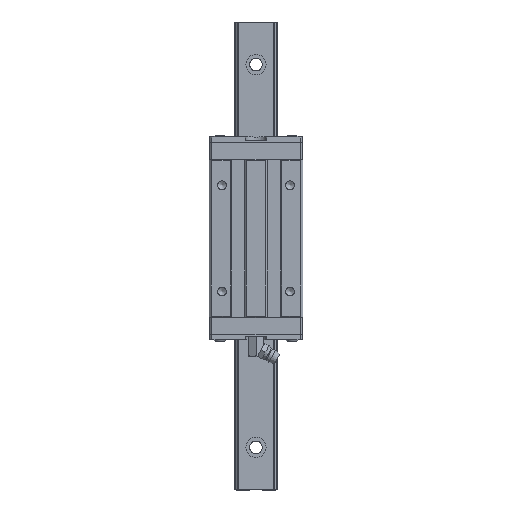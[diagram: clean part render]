
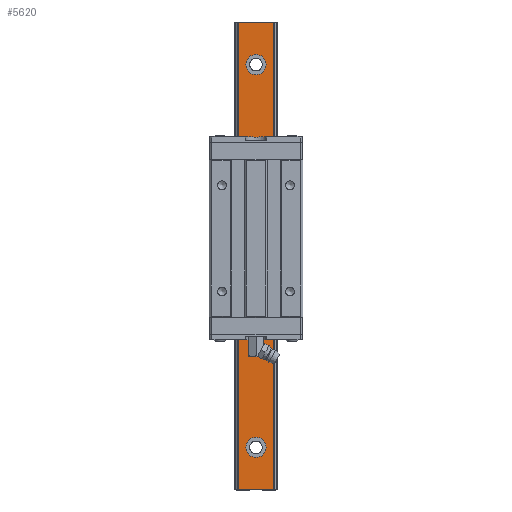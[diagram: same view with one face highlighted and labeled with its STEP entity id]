
A CAD part, top view. The second image highlights one B-rep face of the part: STEP entity #5620.
In plain terms, the highlighted planar face has unit normal (0, 0, 1).
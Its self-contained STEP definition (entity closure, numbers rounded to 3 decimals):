
#95 = VECTOR ( 'NONE', #3771, 1000. ) ;
#148 = EDGE_CURVE ( 'NONE', #9983, #9983, #1650, .T. ) ;
#206 = CARTESIAN_POINT ( 'NONE',  ( 8.25, -110., 16.5 ) ) ;
#545 = VERTEX_POINT ( 'NONE', #666 ) ;
#571 = DIRECTION ( 'NONE',  ( 0., 0., -1. ) ) ;
#666 = CARTESIAN_POINT ( 'NONE',  ( -8.25, -110., 16.5 ) ) ;
#858 = ORIENTED_EDGE ( 'NONE', *, *, #148, .T. ) ;
#911 = EDGE_LOOP ( 'NONE', ( #8296 ) ) ;
#1020 = VERTEX_POINT ( 'NONE', #11461 ) ;
#1239 = EDGE_LOOP ( 'NONE', ( #858 ) ) ;
#1650 = CIRCLE ( 'NONE', #9227, 4.75 ) ;
#1655 = EDGE_CURVE ( 'NONE', #4363, #9969, #10785, .T. ) ;
#1754 = CARTESIAN_POINT ( 'NONE',  ( 0., 30., 16.5 ) ) ;
#2054 = ORIENTED_EDGE ( 'NONE', *, *, #8898, .T. ) ;
#2075 = CIRCLE ( 'NONE', #3162, 4.75 ) ;
#2317 = DIRECTION ( 'NONE',  ( 0., -1., 0. ) ) ;
#2491 = EDGE_CURVE ( 'NONE', #5107, #545, #4658, .T. ) ;
#2528 = FACE_BOUND ( 'NONE', #1239, .T. ) ;
#3073 = CARTESIAN_POINT ( 'NONE',  ( 8.25, 110., 16.5 ) ) ;
#3162 = AXIS2_PLACEMENT_3D ( 'NONE', #7847, #6623, #5388 ) ;
#3312 = DIRECTION ( 'NONE',  ( 1., 0., 0. ) ) ;
#3491 = CARTESIAN_POINT ( 'NONE',  ( -8.25, -110., 16.5 ) ) ;
#3771 = DIRECTION ( 'NONE',  ( -1., 0., 0. ) ) ;
#3994 = FACE_BOUND ( 'NONE', #6421, .T. ) ;
#4363 = VERTEX_POINT ( 'NONE', #8992 ) ;
#4477 = DIRECTION ( 'NONE',  ( 0., 0., -1. ) ) ;
#4658 = LINE ( 'NONE', #3491, #5893 ) ;
#4728 = FACE_BOUND ( 'NONE', #911, .T. ) ;
#4735 = VECTOR ( 'NONE', #10646, 1000. ) ;
#4934 = CARTESIAN_POINT ( 'NONE',  ( 8.25, 110., 16.5 ) ) ;
#5090 = DIRECTION ( 'NONE',  ( 1., 0., 0. ) ) ;
#5107 = VERTEX_POINT ( 'NONE', #5821 ) ;
#5388 = DIRECTION ( 'NONE',  ( 1., 0., 0. ) ) ;
#5442 = DIRECTION ( 'NONE',  ( 1., 0., 0. ) ) ;
#5620 = ADVANCED_FACE ( 'NONE', ( #7051, #7352, #4728, #3994, #2528 ), #9106, .T. ) ;
#5651 = CARTESIAN_POINT ( 'NONE',  ( 0., -30., 16.5 ) ) ;
#5821 = CARTESIAN_POINT ( 'NONE',  ( -8.25, 110., 16.5 ) ) ;
#5893 = VECTOR ( 'NONE', #2317, 1000. ) ;
#6102 = AXIS2_PLACEMENT_3D ( 'NONE', #7902, #6682, #5442 ) ;
#6145 = LINE ( 'NONE', #4934, #95 ) ;
#6157 = AXIS2_PLACEMENT_3D ( 'NONE', #1754, #571, #11014 ) ;
#6264 = ORIENTED_EDGE ( 'NONE', *, *, #10131, .T. ) ;
#6315 = DIRECTION ( 'NONE',  ( 0., 0., -1. ) ) ;
#6370 = CARTESIAN_POINT ( 'NONE',  ( 4.75, -30., 16.5 ) ) ;
#6421 = EDGE_LOOP ( 'NONE', ( #6781 ) ) ;
#6514 = CIRCLE ( 'NONE', #6157, 4.75 ) ;
#6560 = ORIENTED_EDGE ( 'NONE', *, *, #1655, .T. ) ;
#6623 = DIRECTION ( 'NONE',  ( 0., 0., -1. ) ) ;
#6682 = DIRECTION ( 'NONE',  ( 0., 0., 1. ) ) ;
#6781 = ORIENTED_EDGE ( 'NONE', *, *, #9101, .T. ) ;
#7051 = FACE_OUTER_BOUND ( 'NONE', #7683, .T. ) ;
#7276 = AXIS2_PLACEMENT_3D ( 'NONE', #5651, #4477, #3312 ) ;
#7352 = FACE_BOUND ( 'NONE', #8206, .T. ) ;
#7495 = EDGE_CURVE ( 'NONE', #1020, #1020, #6514, .T. ) ;
#7594 = EDGE_CURVE ( 'NONE', #10265, #10265, #2075, .T. ) ;
#7606 = VERTEX_POINT ( 'NONE', #6370 ) ;
#7683 = EDGE_LOOP ( 'NONE', ( #6264, #8439, #2054, #6560 ) ) ;
#7847 = CARTESIAN_POINT ( 'NONE',  ( 0., 90., 16.5 ) ) ;
#7902 = CARTESIAN_POINT ( 'NONE',  ( 8.25, -110., 16.5 ) ) ;
#8206 = EDGE_LOOP ( 'NONE', ( #10422 ) ) ;
#8215 = VECTOR ( 'NONE', #8409, 1000. ) ;
#8296 = ORIENTED_EDGE ( 'NONE', *, *, #7495, .T. ) ;
#8409 = DIRECTION ( 'NONE',  ( 0., 1., 0. ) ) ;
#8439 = ORIENTED_EDGE ( 'NONE', *, *, #2491, .T. ) ;
#8555 = LINE ( 'NONE', #206, #4735 ) ;
#8797 = CARTESIAN_POINT ( 'NONE',  ( 4.75, -90., 16.5 ) ) ;
#8898 = EDGE_CURVE ( 'NONE', #545, #4363, #8555, .T. ) ;
#8992 = CARTESIAN_POINT ( 'NONE',  ( 8.25, -110., 16.5 ) ) ;
#9089 = CARTESIAN_POINT ( 'NONE',  ( 4.75, 90., 16.5 ) ) ;
#9101 = EDGE_CURVE ( 'NONE', #7606, #7606, #10166, .T. ) ;
#9106 = PLANE ( 'NONE',  #6102 ) ;
#9227 = AXIS2_PLACEMENT_3D ( 'NONE', #9937, #6315, #5090 ) ;
#9597 = CARTESIAN_POINT ( 'NONE',  ( 8.25, -110., 16.5 ) ) ;
#9937 = CARTESIAN_POINT ( 'NONE',  ( 0., -90., 16.5 ) ) ;
#9969 = VERTEX_POINT ( 'NONE', #3073 ) ;
#9983 = VERTEX_POINT ( 'NONE', #8797 ) ;
#10131 = EDGE_CURVE ( 'NONE', #9969, #5107, #6145, .T. ) ;
#10166 = CIRCLE ( 'NONE', #7276, 4.75 ) ;
#10265 = VERTEX_POINT ( 'NONE', #9089 ) ;
#10422 = ORIENTED_EDGE ( 'NONE', *, *, #7594, .T. ) ;
#10646 = DIRECTION ( 'NONE',  ( 1., 0., 0. ) ) ;
#10785 = LINE ( 'NONE', #9597, #8215 ) ;
#11014 = DIRECTION ( 'NONE',  ( 1., 0., 0. ) ) ;
#11461 = CARTESIAN_POINT ( 'NONE',  ( 4.75, 30., 16.5 ) ) ;
